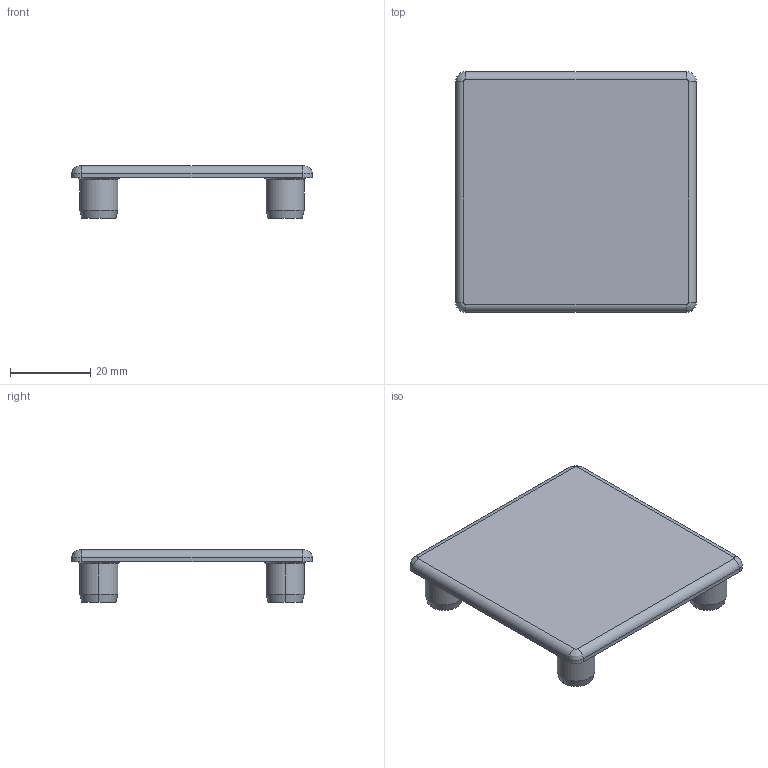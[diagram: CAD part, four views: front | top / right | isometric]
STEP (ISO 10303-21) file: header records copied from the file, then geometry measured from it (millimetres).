
FILE_DESCRIPTION(('STEP AP203'),'2;1');
FILE_NAME('18.100.00.stp','2011-02-14T08:53:49',(''),(''),'2009.3.110','THINKDESIGN','');
FILE_SCHEMA(('CONFIG_CONTROL_DESIGN'));
Length unit declared in the file: millimetre
Bounding box: 60 x 60 x 13 mm (x, y, z)
Volume: 11607.4 mm3; surface area: 9720.6 mm2
Topology: 1 solids, 1 shells, 66 faces, 144 edges, 88 vertices
Faces by surface type: bspline 28, cylinder 24, plane 14
Entity records: 2953 total; most frequent: CARTESIAN_POINT 1434, DIRECTION 320, ORIENTED_EDGE 288, EDGE_CURVE 144, AXIS2_PLACEMENT_3D 138, CIRCLE 100, VERTEX_POINT 88, EDGE_LOOP 74
